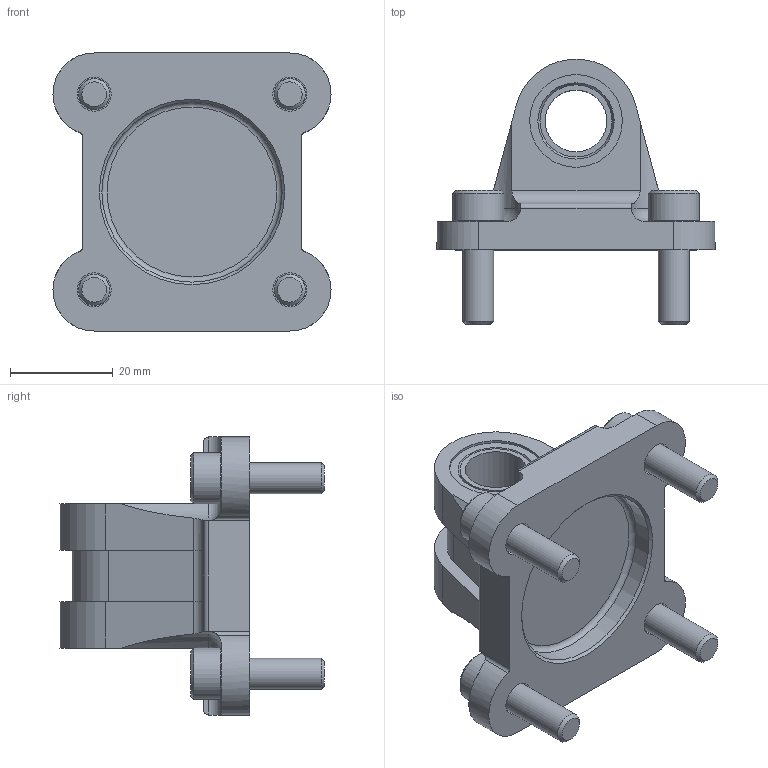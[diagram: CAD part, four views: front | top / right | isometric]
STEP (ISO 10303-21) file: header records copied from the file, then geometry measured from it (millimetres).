
FILE_DESCRIPTION(/* description */ ('STEP AP214'),/* implementation_level */ '2;1');
FILE_NAME(/* name */ '174405_SNCL-40',/* time_stamp */ '2024-09-11T09:10:32+02:00',/* author */ ('License CC BY-ND 4.0'),/* organization */ ('CADENAS'),/* preprocessor_version */ 'ST-DEVELOPER v19.3',/* originating_system */ 'PARTsolutions',/* authorisation */ ' ');
FILE_SCHEMA (('AUTOMOTIVE_DESIGN {1 0 10303 214 3 1 1}'));
Length unit declared in the file: millimetre
Products named in the file (3): 174405 SNCL-40; 687630 SNCL-40---(L); DIN-912 - M6x20(F)
Assembly tree (5 placements, depth 2):
  174405 SNCL-40
    687630 SNCL-40---(L)
    DIN-912 - M6x20(F)  x4
Bounding box: 54 x 51.45 x 54 mm (x, y, z)
Volume: 32300.7 mm3; surface area: 14141.9 mm2
Topology: 5 solids, 5 shells, 205 faces, 448 edges, 264 vertices
Faces by surface type: plane 98, cylinder 55, cone 47, torus 5
Full cylindrical faces by diameter (mm): 6 x4, 6.6 x4, 10 x4, 12 x2, 14 x3, 18 x2, 35 x1
Entity records: 4141 total; most frequent: CARTESIAN_POINT 650, DIRECTION 610, ORIENTED_EDGE 520, EDGE_CURVE 260, AXIS2_PLACEMENT_3D 245, VERTEX_POINT 175, FACE_BOUND 163, EDGE_LOOP 162
